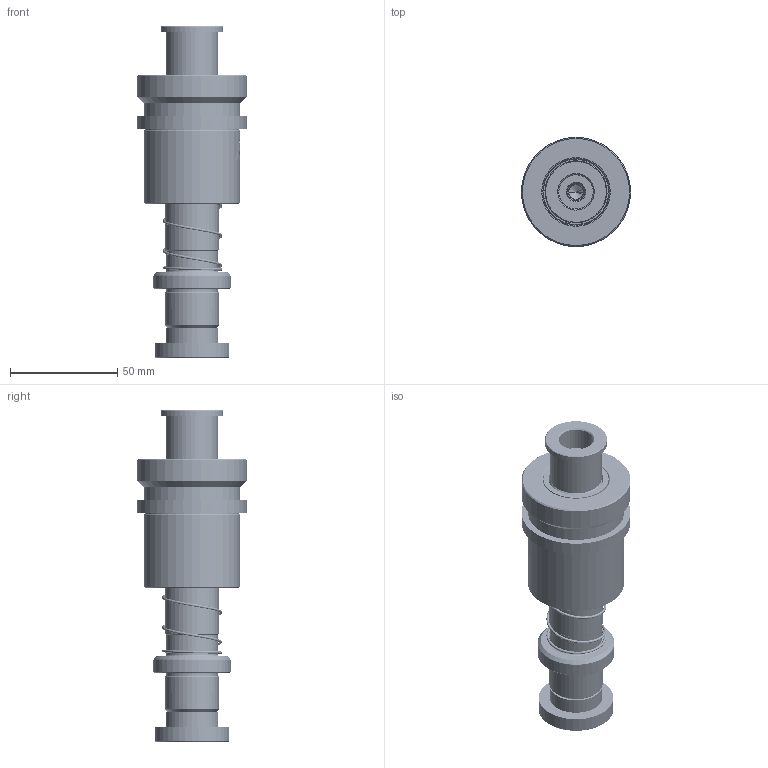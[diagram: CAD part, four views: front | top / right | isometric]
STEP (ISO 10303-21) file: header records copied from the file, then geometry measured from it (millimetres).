
FILE_DESCRIPTION (( 'STEP AP214' ), '1' );
FILE_NAME ('KTSH KTJH-D25-L100(BL60).STEP', '2021-09-09T07:06:12', ( '' ), ( '' ), 'SwSTEP 2.0', 'SolidWorks 2016', '' );
FILE_SCHEMA (( 'AUTOMOTIVE_DESIGN' ));
Length unit declared in the file: millimetre
Products named in the file (283): BALL-D3; GTK-D29-d24; BSH-30.5-25.5-L60; TRPK蹟簽D25; HWP-D27.5-d25.5-L40; BSH-D30.5-25.5-L60郪蚾; TRB25-35-25; TRPK-D25-L100; KTSH KTJH-D25-L100(BL60)
Assembly tree (276 placements, depth 3):
  BALL-D3
  BALL-D3
  BALL-D3
  BALL-D3
  BALL-D3
Bounding box: 51 x 51 x 155 mm (x, y, z)
Volume: 144422.8 mm3; surface area: 63170.9 mm2
Topology: 272 solids, 272 shells, 1236 faces, 5233 edges, 3470 vertices
Faces by surface type: sphere 1064, cylinder 58, cone 52, plane 32, torus 16, bspline 14
Entity records: 51861 total; most frequent: CARTESIAN_POINT 28642, ORIENTED_EDGE 4064, DIRECTION 3550, EDGE_CURVE 2032, AXIS2_PLACEMENT_3D 1702, VERTEX_POINT 1330, EDGE_LOOP 1236, B_SPLINE_CURVE_WITH_KNOTS 1161
